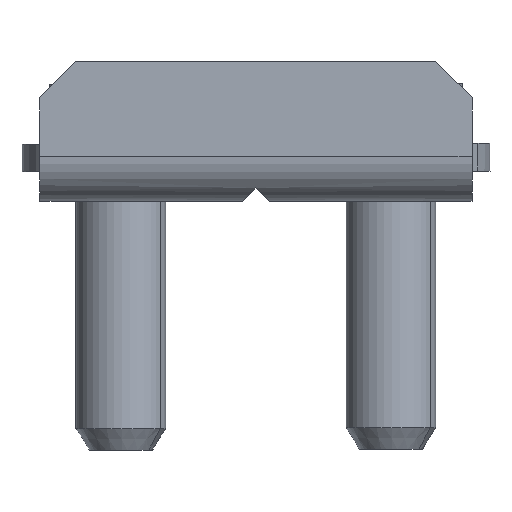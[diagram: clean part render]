
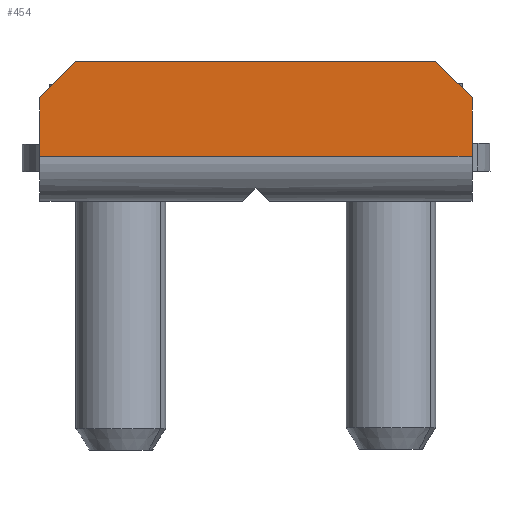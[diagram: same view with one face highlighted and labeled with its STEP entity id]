
A CAD part, left-side view. The second image highlights one B-rep face of the part: STEP entity #454.
In plain terms, the highlighted planar face has unit normal (-1, 0, 0).
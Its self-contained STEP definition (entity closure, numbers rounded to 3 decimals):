
#439=AXIS2_PLACEMENT_3D('Plane Axis2P3D',#436,#437,#438) ;
#94=CARTESIAN_POINT('Vertex',(0.,22.,7.75)) ;
#109=CARTESIAN_POINT('Vertex',(0.,24.,5.75)) ;
#112=CARTESIAN_POINT('Line Origine',(0.,23.,6.75)) ;
#174=CARTESIAN_POINT('Vertex',(0.,2.,7.75)) ;
#177=CARTESIAN_POINT('Line Origine',(0.,1.,6.75)) ;
#181=CARTESIAN_POINT('Vertex',(0.,0.,5.75)) ;
#266=CARTESIAN_POINT('Vertex',(0.,24.,2.5)) ;
#269=CARTESIAN_POINT('Line Origine',(0.,24.,4.125)) ;
#302=CARTESIAN_POINT('Line Origine',(0.,0.,4.125)) ;
#306=CARTESIAN_POINT('Vertex',(0.,0.,2.5)) ;
#423=CARTESIAN_POINT('Line Origine',(0.,12.,7.75)) ;
#436=CARTESIAN_POINT('Axis2P3D Location',(0.,24.,7.75)) ;
#441=CARTESIAN_POINT('Line Origine',(0.,12.,2.5)) ;
#113=DIRECTION('Vector Direction',(0.,-0.707,0.707)) ;
#178=DIRECTION('Vector Direction',(0.,-0.707,-0.707)) ;
#270=DIRECTION('Vector Direction',(0.,0.,1.)) ;
#303=DIRECTION('Vector Direction',(0.,0.,1.)) ;
#424=DIRECTION('Vector Direction',(0.,-1.,0.)) ;
#437=DIRECTION('Axis2P3D Direction',(-1.,0.,0.)) ;
#438=DIRECTION('Axis2P3D XDirection',(0.,1.,0.)) ;
#442=DIRECTION('Vector Direction',(0.,-1.,0.)) ;
#114=VECTOR('Line Direction',#113,1.) ;
#179=VECTOR('Line Direction',#178,1.) ;
#271=VECTOR('Line Direction',#270,1.) ;
#304=VECTOR('Line Direction',#303,1.) ;
#425=VECTOR('Line Direction',#424,1.) ;
#443=VECTOR('Line Direction',#442,1.) ;
#447=ORIENTED_EDGE('',*,*,#273,.F.) ;
#448=ORIENTED_EDGE('',*,*,#445,.T.) ;
#449=ORIENTED_EDGE('',*,*,#308,.T.) ;
#450=ORIENTED_EDGE('',*,*,#183,.F.) ;
#451=ORIENTED_EDGE('',*,*,#427,.F.) ;
#452=ORIENTED_EDGE('',*,*,#116,.F.) ;
#454=ADVANCED_FACE('Hauptkoerper nicht benutzen',(#453),#440,.T.) ;
#116=EDGE_CURVE('',#110,#95,#115,.T.) ;
#183=EDGE_CURVE('',#175,#182,#180,.T.) ;
#273=EDGE_CURVE('',#267,#110,#272,.T.) ;
#308=EDGE_CURVE('',#307,#182,#305,.T.) ;
#427=EDGE_CURVE('',#95,#175,#426,.T.) ;
#445=EDGE_CURVE('',#267,#307,#444,.T.) ;
#446=EDGE_LOOP('',(#447,#448,#449,#450,#451,#452)) ;
#453=FACE_OUTER_BOUND('',#446,.T.) ;
#115=LINE('Line',#112,#114) ;
#180=LINE('Line',#177,#179) ;
#272=LINE('Line',#269,#271) ;
#305=LINE('Line',#302,#304) ;
#426=LINE('Line',#423,#425) ;
#444=LINE('Line',#441,#443) ;
#440=PLANE('',#439) ;
#95=VERTEX_POINT('',#94) ;
#110=VERTEX_POINT('',#109) ;
#175=VERTEX_POINT('',#174) ;
#182=VERTEX_POINT('',#181) ;
#267=VERTEX_POINT('',#266) ;
#307=VERTEX_POINT('',#306) ;
